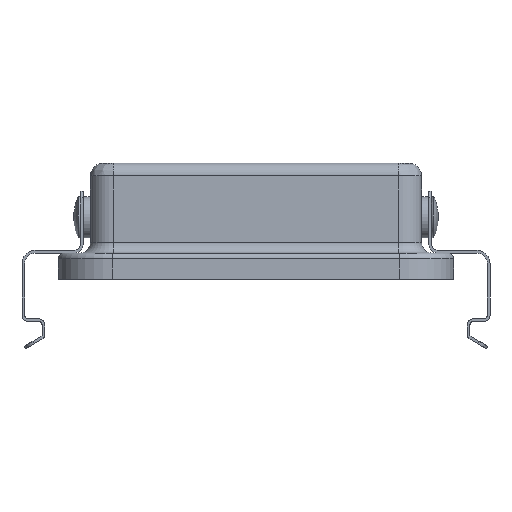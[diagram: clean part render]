
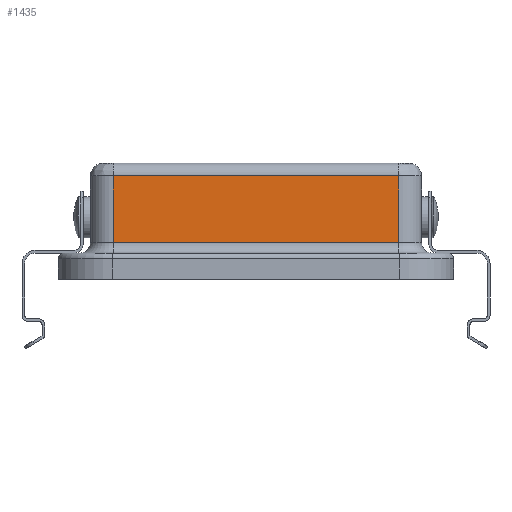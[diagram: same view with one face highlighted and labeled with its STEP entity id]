
A CAD part, left-side view. The second image highlights one B-rep face of the part: STEP entity #1435.
In plain terms, the highlighted planar face has unit normal (-1, 0, 0).
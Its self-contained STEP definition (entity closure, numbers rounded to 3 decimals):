
#1209=FACE_OUTER_BOUND('',#1954,.T.);
#1435=ADVANCED_FACE('',(#1209),#1698,.F.);
#1698=PLANE('',#6814);
#1954=EDGE_LOOP('',(#2515,#2516,#2517,#2518));
#2515=ORIENTED_EDGE('',*,*,#4322,.T.);
#2516=ORIENTED_EDGE('',*,*,#4323,.T.);
#2517=ORIENTED_EDGE('',*,*,#4324,.T.);
#2518=ORIENTED_EDGE('',*,*,#4325,.T.);
#3817=VERTEX_POINT('',#9342);
#3818=VERTEX_POINT('',#9343);
#3819=VERTEX_POINT('',#9345);
#3820=VERTEX_POINT('',#9347);
#4322=EDGE_CURVE('',#3817,#3818,#5598,.T.);
#4323=EDGE_CURVE('',#3818,#3819,#5599,.T.);
#4324=EDGE_CURVE('',#3819,#3820,#5600,.T.);
#4325=EDGE_CURVE('',#3820,#3817,#5601,.T.);
#5598=LINE('',#9341,#6097);
#5599=LINE('',#9344,#6098);
#5600=LINE('',#9346,#6099);
#5601=LINE('',#9348,#6100);
#6097=VECTOR('',#7624,1.);
#6098=VECTOR('',#7625,1.);
#6099=VECTOR('',#7626,1.);
#6100=VECTOR('',#7627,1.);
#6814=AXIS2_PLACEMENT_3D('',#9349,#7628,#7629);
#7624=DIRECTION('',(0.,0.,-1.));
#7625=DIRECTION('',(0.,-1.,0.));
#7626=DIRECTION('',(0.,0.,1.));
#7627=DIRECTION('',(0.,1.,0.));
#7628=DIRECTION('',(1.,0.,0.));
#7629=DIRECTION('',(0.,0.,-1.));
#9341=CARTESIAN_POINT('',(-37.,20.68,16.82));
#9342=CARTESIAN_POINT('',(-37.,20.68,15.));
#9343=CARTESIAN_POINT('',(-37.,20.68,5.32));
#9344=CARTESIAN_POINT('',(-37.,-24.,5.32));
#9345=CARTESIAN_POINT('',(-37.,-20.68,5.32));
#9346=CARTESIAN_POINT('',(-37.,-20.68,16.82));
#9347=CARTESIAN_POINT('',(-37.,-20.68,15.));
#9348=CARTESIAN_POINT('',(-37.,24.,15.));
#9349=CARTESIAN_POINT('',(-37.,24.,16.82));
